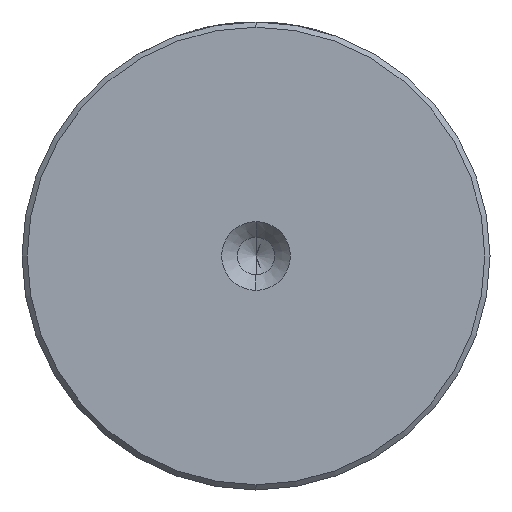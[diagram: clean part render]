
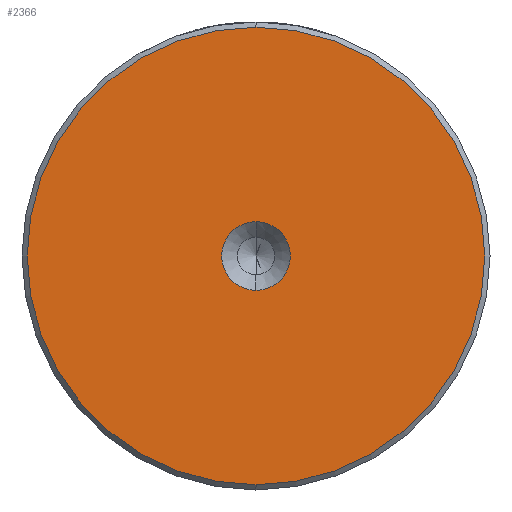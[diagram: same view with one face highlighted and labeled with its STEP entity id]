
A CAD part, left-side view. The second image highlights one B-rep face of the part: STEP entity #2366.
In plain terms, the highlighted planar face has unit normal (-1, 0, 0).
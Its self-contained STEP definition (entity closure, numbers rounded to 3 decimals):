
#47 = CARTESIAN_POINT ( 'NONE',  ( 0., 0., -22. ) ) ;
#56 = DIRECTION ( 'NONE',  ( 0., 0., 1. ) ) ;
#543 = FACE_OUTER_BOUND ( 'NONE', #957, .T. ) ;
#584 = CARTESIAN_POINT ( 'NONE',  ( 0., 0., 0. ) ) ;
#688 = CIRCLE ( 'NONE', #1831, 3.3 ) ;
#701 = AXIS2_PLACEMENT_3D ( 'NONE', #1745, #2904, #1528 ) ;
#825 = DIRECTION ( 'NONE',  ( 0., 0., 1. ) ) ;
#932 = EDGE_CURVE ( 'NONE', #2966, #1605, #1153, .T. ) ;
#953 = EDGE_LOOP ( 'NONE', ( #1748, #2183 ) ) ;
#957 = EDGE_LOOP ( 'NONE', ( #1462, #1235 ) ) ;
#1029 = VERTEX_POINT ( 'NONE', #1428 ) ;
#1059 = PLANE ( 'NONE',  #701 ) ;
#1153 = CIRCLE ( 'NONE', #2291, 22. ) ;
#1235 = ORIENTED_EDGE ( 'NONE', *, *, #1314, .T. ) ;
#1306 = DIRECTION ( 'NONE',  ( -1., 0., 0. ) ) ;
#1311 = DIRECTION ( 'NONE',  ( -1., 0., 0. ) ) ;
#1314 = EDGE_CURVE ( 'NONE', #1605, #2966, #1973, .T. ) ;
#1364 = VERTEX_POINT ( 'NONE', #1756 ) ;
#1379 = AXIS2_PLACEMENT_3D ( 'NONE', #584, #2197, #825 ) ;
#1382 = CIRCLE ( 'NONE', #1379, 3.3 ) ;
#1428 = CARTESIAN_POINT ( 'NONE',  ( 0., 0., 3.3 ) ) ;
#1455 = DIRECTION ( 'NONE',  ( -1., 0., 0. ) ) ;
#1462 = ORIENTED_EDGE ( 'NONE', *, *, #932, .T. ) ;
#1528 = DIRECTION ( 'NONE',  ( 0., 0., 1. ) ) ;
#1605 = VERTEX_POINT ( 'NONE', #2287 ) ;
#1745 = CARTESIAN_POINT ( 'NONE',  ( 0., 0., 0. ) ) ;
#1748 = ORIENTED_EDGE ( 'NONE', *, *, #2789, .F. ) ;
#1756 = CARTESIAN_POINT ( 'NONE',  ( 0., 0., -3.3 ) ) ;
#1831 = AXIS2_PLACEMENT_3D ( 'NONE', #2686, #1311, #2910 ) ;
#1845 = FACE_BOUND ( 'NONE', #953, .T. ) ;
#1871 = AXIS2_PLACEMENT_3D ( 'NONE', #2681, #1306, #2906 ) ;
#1973 = CIRCLE ( 'NONE', #1871, 22. ) ;
#2183 = ORIENTED_EDGE ( 'NONE', *, *, #2830, .F. ) ;
#2197 = DIRECTION ( 'NONE',  ( -1., 0., 0. ) ) ;
#2287 = CARTESIAN_POINT ( 'NONE',  ( 0., 0., 22. ) ) ;
#2291 = AXIS2_PLACEMENT_3D ( 'NONE', #2832, #1455, #56 ) ;
#2366 = ADVANCED_FACE ( 'NONE', ( #543, #1845 ), #1059, .T. ) ;
#2681 = CARTESIAN_POINT ( 'NONE',  ( 0., 0., 0. ) ) ;
#2686 = CARTESIAN_POINT ( 'NONE',  ( 0., 0., 0. ) ) ;
#2789 = EDGE_CURVE ( 'NONE', #1029, #1364, #1382, .T. ) ;
#2830 = EDGE_CURVE ( 'NONE', #1364, #1029, #688, .T. ) ;
#2832 = CARTESIAN_POINT ( 'NONE',  ( 0., 0., 0. ) ) ;
#2904 = DIRECTION ( 'NONE',  ( -1., 0., 0. ) ) ;
#2906 = DIRECTION ( 'NONE',  ( 0., 0., 1. ) ) ;
#2910 = DIRECTION ( 'NONE',  ( 0., 0., 1. ) ) ;
#2966 = VERTEX_POINT ( 'NONE', #47 ) ;
